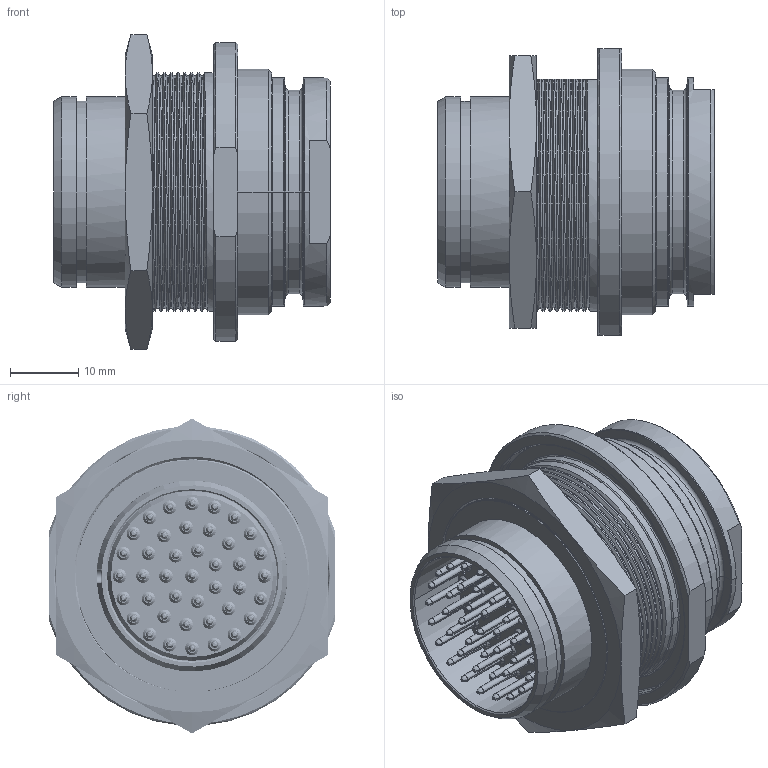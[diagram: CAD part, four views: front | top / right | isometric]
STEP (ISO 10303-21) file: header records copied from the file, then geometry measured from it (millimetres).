
FILE_DESCRIPTION((''),'2;1');
FILE_NAME('1332EVR541MS','2024-08-02T11:43:25',('paultorloting'),('NET AG system integration'),'CREO PARAMETRIC BY PTC INC, 2021404','CREO PARAMETRIC BY PTC INC, 2021404','');
FILE_SCHEMA(('AUTOMOTIVE_DESIGN { 1 0 10303 214 1 1 1 1 }'));
Length unit declared in the file: millimetre
Products named in the file (1): 1332EVR541MS
Bounding box: 40.6 x 42 x 46.19 mm (x, y, z)
Volume: 19674.2 mm3; surface area: 20425.2 mm2
Topology: 1 solids, 1 shells, 4403 faces, 11872 edges, 7653 vertices
Faces by surface type: plane 2528, cylinder 1100, cone 294, bspline 286, extrusion 164, torus 31
Entity records: 184787 total; most frequent: CARTESIAN_POINT 46595, ORIENTED_EDGE 23744, DIRECTION 20780, EDGE_CURVE 11872, VERTEX_POINT 7653, VECTOR 6975, AXIS2_PLACEMENT_3D 6901, LINE 6811
